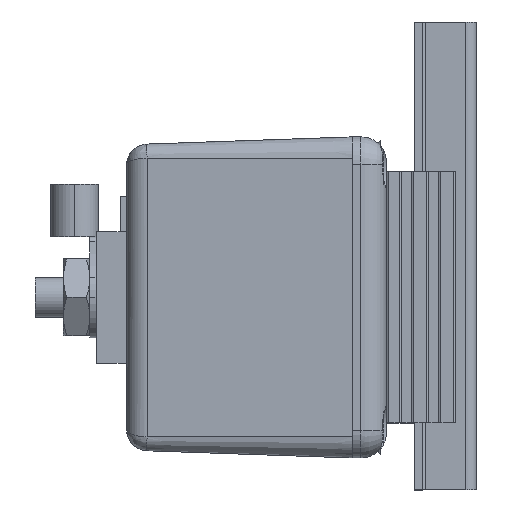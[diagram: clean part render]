
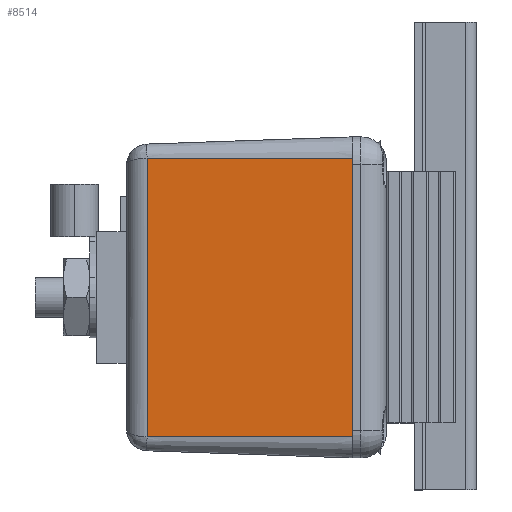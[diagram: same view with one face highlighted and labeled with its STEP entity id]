
A CAD part, left-side view. The second image highlights one B-rep face of the part: STEP entity #8514.
In plain terms, the highlighted planar face has unit normal (-0.999, 0.035, 0).
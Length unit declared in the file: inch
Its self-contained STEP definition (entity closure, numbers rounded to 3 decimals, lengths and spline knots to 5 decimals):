
#730 = VERTEX_POINT ( 'NONE', #1741 ) ;
#796 = CARTESIAN_POINT ( 'NONE',  ( -1.815, 0., -0.655 ) ) ;
#1310 = DIRECTION ( 'NONE',  ( 0., 0., -1. ) ) ;
#1741 = CARTESIAN_POINT ( 'NONE',  ( -1.815, 0., -0.655 ) ) ;
#2569 = PLANE ( 'NONE',  #3250 ) ;
#2691 = CARTESIAN_POINT ( 'NONE',  ( -1.78128, 0.96549, 0.655 ) ) ;
#3209 = DIRECTION ( 'NONE',  ( -0.035, -0.999, 0. ) ) ;
#3250 = AXIS2_PLACEMENT_3D ( 'NONE', #796, #15287, #11583 ) ;
#3805 = VECTOR ( 'NONE', #20373, 39.37008 ) ;
#6137 = CARTESIAN_POINT ( 'NONE',  ( -1.815, 0., 0.655 ) ) ;
#6595 = LINE ( 'NONE', #6783, #22712 ) ;
#6683 = EDGE_CURVE ( 'NONE', #8311, #730, #6595, .T. ) ;
#6746 = CARTESIAN_POINT ( 'NONE',  ( -1.78128, 0.96549, -0.655 ) ) ;
#6783 = CARTESIAN_POINT ( 'NONE',  ( -1.815, 0., -0.655 ) ) ;
#7185 = CARTESIAN_POINT ( 'NONE',  ( -1.78128, 0.96549, -0.655 ) ) ;
#8311 = VERTEX_POINT ( 'NONE', #6746 ) ;
#8514 = ADVANCED_FACE ( 'NONE', ( #15035 ), #2569, .T. ) ;
#8697 = LINE ( 'NONE', #6137, #3805 ) ;
#8782 = DIRECTION ( 'NONE',  ( 0., 0., 1. ) ) ;
#9045 = ORIENTED_EDGE ( 'NONE', *, *, #9720, .F. ) ;
#9720 = EDGE_CURVE ( 'NONE', #13009, #16038, #8697, .T. ) ;
#9970 = ORIENTED_EDGE ( 'NONE', *, *, #11150, .T. ) ;
#10350 = ORIENTED_EDGE ( 'NONE', *, *, #6683, .T. ) ;
#11150 = EDGE_CURVE ( 'NONE', #730, #16038, #20369, .T. ) ;
#11583 = DIRECTION ( 'NONE',  ( -0.035, -0.999, 0. ) ) ;
#13009 = VERTEX_POINT ( 'NONE', #2691 ) ;
#13736 = EDGE_CURVE ( 'NONE', #13009, #8311, #20032, .T. ) ;
#14170 = VECTOR ( 'NONE', #8782, 39.37008 ) ;
#15035 = FACE_OUTER_BOUND ( 'NONE', #22171, .T. ) ;
#15287 = DIRECTION ( 'NONE',  ( -0.999, 0.035, 0. ) ) ;
#16038 = VERTEX_POINT ( 'NONE', #20249 ) ;
#19169 = VECTOR ( 'NONE', #1310, 39.37008 ) ;
#19602 = CARTESIAN_POINT ( 'NONE',  ( -1.815, 0., -0.655 ) ) ;
#20032 = LINE ( 'NONE', #7185, #19169 ) ;
#20249 = CARTESIAN_POINT ( 'NONE',  ( -1.815, 0., 0.655 ) ) ;
#20369 = LINE ( 'NONE', #19602, #14170 ) ;
#20373 = DIRECTION ( 'NONE',  ( -0.035, -0.999, 0. ) ) ;
#22171 = EDGE_LOOP ( 'NONE', ( #9045, #23363, #10350, #9970 ) ) ;
#22712 = VECTOR ( 'NONE', #3209, 39.37008 ) ;
#23363 = ORIENTED_EDGE ( 'NONE', *, *, #13736, .T. ) ;
